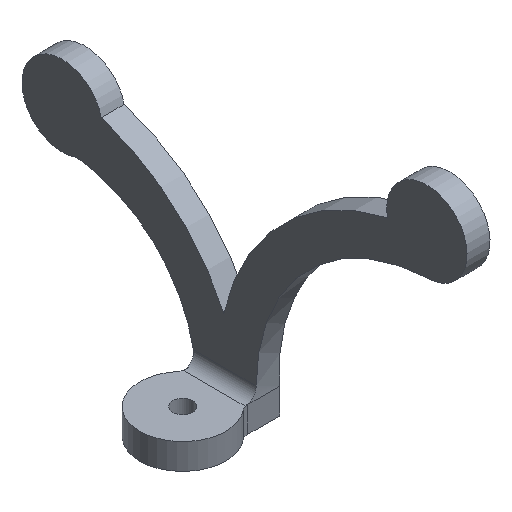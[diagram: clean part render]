
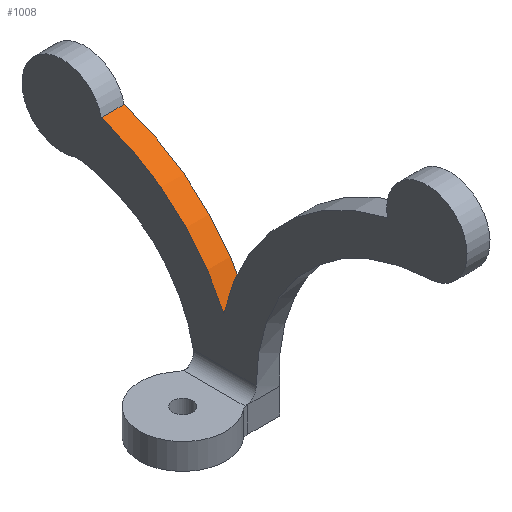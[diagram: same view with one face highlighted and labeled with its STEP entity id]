
A CAD part, isometric view. The second image highlights one B-rep face of the part: STEP entity #1008.
In plain terms, the highlighted cylindrical face has radius 34.69 mm (diameter 69.381 mm), a partial arc.
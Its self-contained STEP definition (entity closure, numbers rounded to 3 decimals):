
#301 = PLANE('',#302);
#302 = AXIS2_PLACEMENT_3D('',#303,#304,#305);
#303 = CARTESIAN_POINT('',(0.,-3.62,25.58));
#304 = DIRECTION('',(1.,0.,0.));
#305 = DIRECTION('',(0.,0.,-1.));
#695 = PLANE('',#696);
#696 = AXIS2_PLACEMENT_3D('',#697,#698,#699);
#697 = CARTESIAN_POINT('',(4.,-3.62,25.58));
#698 = DIRECTION('',(1.,0.,0.));
#699 = DIRECTION('',(0.,0.,-1.));
#1008 = ADVANCED_FACE('',(#1009),#1024,.T.);
#1009 = FACE_BOUND('',#1010,.T.);
#1010 = EDGE_LOOP('',(#1011,#1045,#1071,#1094));
#1011 = ORIENTED_EDGE('',*,*,#1012,.F.);
#1012 = EDGE_CURVE('',#1013,#1015,#1017,.T.);
#1013 = VERTEX_POINT('',#1014);
#1014 = CARTESIAN_POINT('',(0.,-0.037,11.98
    ));
#1015 = VERTEX_POINT('',#1016);
#1016 = CARTESIAN_POINT('',(0.,21.307,30.821));
#1017 = SURFACE_CURVE('',#1018,(#1023,#1034),.PCURVE_S1.);
#1018 = CIRCLE('',#1019,34.69);
#1019 = AXIS2_PLACEMENT_3D('',#1020,#1021,#1022);
#1020 = CARTESIAN_POINT('',(0.,31.571,-2.316));
#1021 = DIRECTION('',(-1.,0.,0.));
#1022 = DIRECTION('',(0.,0.296,-0.955));
#1023 = PCURVE('',#1024,#1029);
#1024 = CYLINDRICAL_SURFACE('',#1025,34.69);
#1025 = AXIS2_PLACEMENT_3D('',#1026,#1027,#1028);
#1026 = CARTESIAN_POINT('',(0.,31.571,-2.316));
#1027 = DIRECTION('',(1.,0.,0.));
#1028 = DIRECTION('',(0.,0.296,-0.955));
#1029 = DEFINITIONAL_REPRESENTATION('',(#1030),#1033);
#1030 = B_SPLINE_CURVE_WITH_KNOTS('',1,(#1031,#1032),.UNSPECIFIED.,.F.,
  .F.,(2,2),(2.296,3.142),.PIECEWISE_BEZIER_KNOTS.);
#1031 = CARTESIAN_POINT('',(3.987,0.));
#1032 = CARTESIAN_POINT('',(3.142,0.));
#1033 = ( GEOMETRIC_REPRESENTATION_CONTEXT(2) 
PARAMETRIC_REPRESENTATION_CONTEXT() REPRESENTATION_CONTEXT('2D SPACE',''
  ) );
#1034 = PCURVE('',#301,#1035);
#1035 = DEFINITIONAL_REPRESENTATION('',(#1036),#1044);
#1036 = ( BOUNDED_CURVE() B_SPLINE_CURVE(2,(#1037,#1038,#1039,#1040,
#1041,#1042,#1043),.UNSPECIFIED.,.T.,.F.) B_SPLINE_CURVE_WITH_KNOTS((1,2
    ,2,2,2,1),(-2.094,0.,2.094,4.189,
6.283,8.378),.UNSPECIFIED.) CURVE() 
GEOMETRIC_REPRESENTATION_ITEM() RATIONAL_B_SPLINE_CURVE((1.,0.5,1.,0.5,
1.,0.5,1.)) REPRESENTATION_ITEM('') );
#1037 = CARTESIAN_POINT('',(61.033,45.454));
#1038 = CARTESIAN_POINT('',(78.811,-11.941));
#1039 = CARTESIAN_POINT('',(20.216,1.361));
#1040 = CARTESIAN_POINT('',(-38.378,14.662));
#1041 = CARTESIAN_POINT('',(2.438,58.756));
#1042 = CARTESIAN_POINT('',(43.255,102.85));
#1043 = CARTESIAN_POINT('',(61.033,45.454));
#1044 = ( GEOMETRIC_REPRESENTATION_CONTEXT(2) 
PARAMETRIC_REPRESENTATION_CONTEXT() REPRESENTATION_CONTEXT('2D SPACE',''
  ) );
#1045 = ORIENTED_EDGE('',*,*,#1046,.T.);
#1046 = EDGE_CURVE('',#1013,#1047,#1049,.T.);
#1047 = VERTEX_POINT('',#1048);
#1048 = CARTESIAN_POINT('',(4.,-0.037,11.98));
#1049 = SURFACE_CURVE('',#1050,(#1054,#1060),.PCURVE_S1.);
#1050 = LINE('',#1051,#1052);
#1051 = CARTESIAN_POINT('',(0.,-0.037,11.98
    ));
#1052 = VECTOR('',#1053,1.);
#1053 = DIRECTION('',(1.,0.,0.));
#1054 = PCURVE('',#1024,#1055);
#1055 = DEFINITIONAL_REPRESENTATION('',(#1056),#1059);
#1056 = B_SPLINE_CURVE_WITH_KNOTS('',1,(#1057,#1058),.UNSPECIFIED.,.F.,
  .F.,(2,2),(0.,4.),.PIECEWISE_BEZIER_KNOTS.);
#1057 = CARTESIAN_POINT('',(3.987,0.));
#1058 = CARTESIAN_POINT('',(3.987,4.));
#1059 = ( GEOMETRIC_REPRESENTATION_CONTEXT(2) 
PARAMETRIC_REPRESENTATION_CONTEXT() REPRESENTATION_CONTEXT('2D SPACE',''
  ) );
#1060 = PCURVE('',#1061,#1066);
#1061 = CYLINDRICAL_SURFACE('',#1062,37.662);
#1062 = AXIS2_PLACEMENT_3D('',#1063,#1064,#1065);
#1063 = CARTESIAN_POINT('',(0.,-36.82,3.893));
#1064 = DIRECTION('',(1.,0.,0.));
#1065 = DIRECTION('',(0.,-0.977,-0.215));
#1066 = DEFINITIONAL_REPRESENTATION('',(#1067),#1070);
#1067 = B_SPLINE_CURVE_WITH_KNOTS('',1,(#1068,#1069),.UNSPECIFIED.,.F.,
  .F.,(2,2),(0.,4.),.PIECEWISE_BEZIER_KNOTS.);
#1068 = CARTESIAN_POINT('',(3.142,0.));
#1069 = CARTESIAN_POINT('',(3.142,4.));
#1070 = ( GEOMETRIC_REPRESENTATION_CONTEXT(2) 
PARAMETRIC_REPRESENTATION_CONTEXT() REPRESENTATION_CONTEXT('2D SPACE',''
  ) );
#1071 = ORIENTED_EDGE('',*,*,#1072,.F.);
#1072 = EDGE_CURVE('',#1073,#1047,#1075,.T.);
#1073 = VERTEX_POINT('',#1074);
#1074 = CARTESIAN_POINT('',(4.,21.307,30.821));
#1075 = SURFACE_CURVE('',#1076,(#1081,#1087),.PCURVE_S1.);
#1076 = CIRCLE('',#1077,34.69);
#1077 = AXIS2_PLACEMENT_3D('',#1078,#1079,#1080);
#1078 = CARTESIAN_POINT('',(4.,31.571,-2.316));
#1079 = DIRECTION('',(1.,0.,0.));
#1080 = DIRECTION('',(0.,0.296,-0.955));
#1081 = PCURVE('',#1024,#1082);
#1082 = DEFINITIONAL_REPRESENTATION('',(#1083),#1086);
#1083 = B_SPLINE_CURVE_WITH_KNOTS('',1,(#1084,#1085),.UNSPECIFIED.,.F.,
  .F.,(2,2),(3.142,3.987),.PIECEWISE_BEZIER_KNOTS.);
#1084 = CARTESIAN_POINT('',(3.142,4.));
#1085 = CARTESIAN_POINT('',(3.987,4.));
#1086 = ( GEOMETRIC_REPRESENTATION_CONTEXT(2) 
PARAMETRIC_REPRESENTATION_CONTEXT() REPRESENTATION_CONTEXT('2D SPACE',''
  ) );
#1087 = PCURVE('',#695,#1088);
#1088 = DEFINITIONAL_REPRESENTATION('',(#1089),#1093);
#1089 = CIRCLE('',#1090,34.69);
#1090 = AXIS2_PLACEMENT_2D('',#1091,#1092);
#1091 = CARTESIAN_POINT('',(27.896,35.19));
#1092 = DIRECTION('',(0.955,0.296));
#1093 = ( GEOMETRIC_REPRESENTATION_CONTEXT(2) 
PARAMETRIC_REPRESENTATION_CONTEXT() REPRESENTATION_CONTEXT('2D SPACE',''
  ) );
#1094 = ORIENTED_EDGE('',*,*,#1095,.F.);
#1095 = EDGE_CURVE('',#1015,#1073,#1096,.T.);
#1096 = SURFACE_CURVE('',#1097,(#1101,#1107),.PCURVE_S1.);
#1097 = LINE('',#1098,#1099);
#1098 = CARTESIAN_POINT('',(0.,21.307,30.821));
#1099 = VECTOR('',#1100,1.);
#1100 = DIRECTION('',(1.,0.,0.));
#1101 = PCURVE('',#1024,#1102);
#1102 = DEFINITIONAL_REPRESENTATION('',(#1103),#1106);
#1103 = B_SPLINE_CURVE_WITH_KNOTS('',1,(#1104,#1105),.UNSPECIFIED.,.F.,
  .F.,(2,2),(0.,4.),.PIECEWISE_BEZIER_KNOTS.);
#1104 = CARTESIAN_POINT('',(3.142,0.));
#1105 = CARTESIAN_POINT('',(3.142,4.));
#1106 = ( GEOMETRIC_REPRESENTATION_CONTEXT(2) 
PARAMETRIC_REPRESENTATION_CONTEXT() REPRESENTATION_CONTEXT('2D SPACE',''
  ) );
#1107 = PCURVE('',#1108,#1113);
#1108 = CYLINDRICAL_SURFACE('',#1109,7.);
#1109 = AXIS2_PLACEMENT_3D('',#1110,#1111,#1112);
#1110 = CARTESIAN_POINT('',(0.,28.12,29.213));
#1111 = DIRECTION('',(1.,0.,0.));
#1112 = DIRECTION('',(0.,0.364,0.931));
#1113 = DEFINITIONAL_REPRESENTATION('',(#1114),#1117);
#1114 = B_SPLINE_CURVE_WITH_KNOTS('',1,(#1115,#1116),.UNSPECIFIED.,.F.,
  .F.,(2,2),(0.,4.),.PIECEWISE_BEZIER_KNOTS.);
#1115 = CARTESIAN_POINT('',(7.995,0.));
#1116 = CARTESIAN_POINT('',(7.995,4.));
#1117 = ( GEOMETRIC_REPRESENTATION_CONTEXT(2) 
PARAMETRIC_REPRESENTATION_CONTEXT() REPRESENTATION_CONTEXT('2D SPACE',''
  ) );
